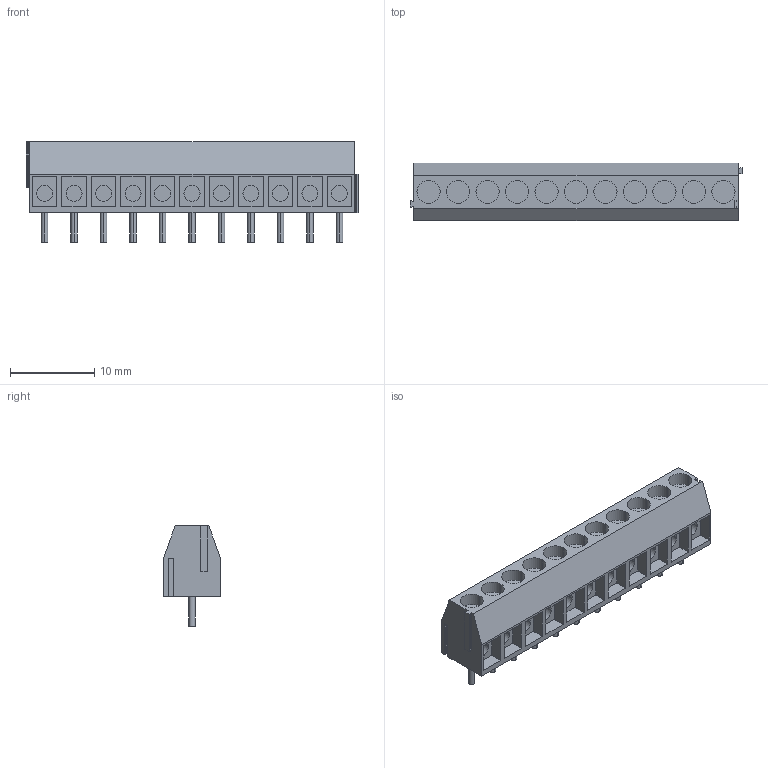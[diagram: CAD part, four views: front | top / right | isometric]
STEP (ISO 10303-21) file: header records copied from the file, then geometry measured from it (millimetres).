
FILE_DESCRIPTION(('CATIA V5 STEP','CAx-IF Rec.Pracs.--- Model Styling and Organization---1.2---2011-12-15'),'2;1');
FILE_NAME ('D1458987_0', '2018-09-01T16:06:25+00:00', ('none'), ('Weidmueller'), 'CATIA Version 5-6 Release 2014', 'CATIA V5 STEP AP214', 'none');
FILE_SCHEMA(('AUTOMOTIVE_DESIGN { 1 0 10303 214 1 1 1 1 }'));
Length unit declared in the file: millimetre
Products named in the file (1): 1912410000
Bounding box: 39.4 x 6.8 x 11.9 mm (x, y, z)
Volume: 1708.6 mm3; surface area: 2187.9 mm2
Topology: 23 solids, 23 shells, 260 faces, 576 edges, 384 vertices
Faces by surface type: plane 194, cylinder 66
Entity records: 6366 total; most frequent: ORIENTED_EDGE 1152, CARTESIAN_POINT 1080, DIRECTION 814, EDGE_CURVE 576, VECTOR 444, LINE 444, VERTEX_POINT 384, EDGE_LOOP 304
